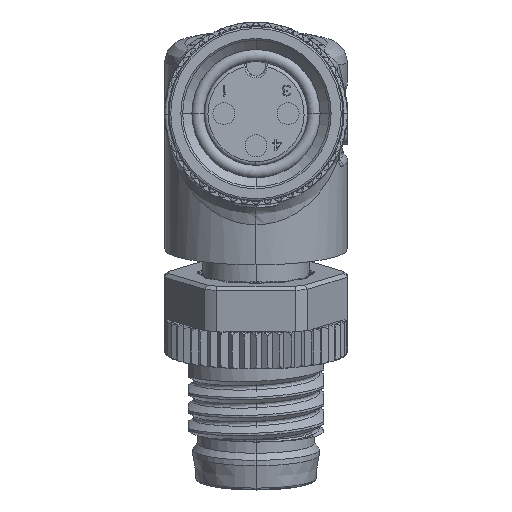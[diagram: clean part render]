
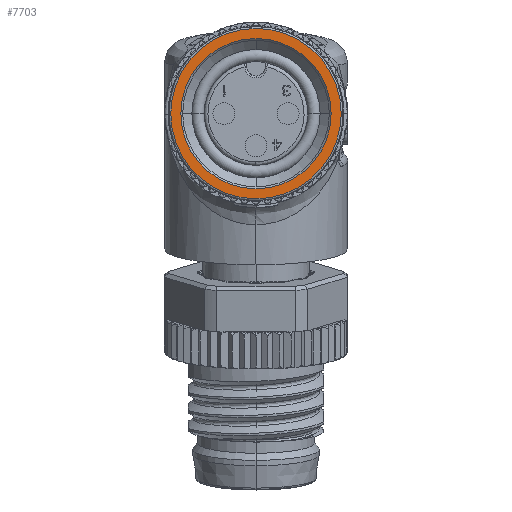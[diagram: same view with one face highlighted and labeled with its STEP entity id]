
A CAD part, front view. The second image highlights one B-rep face of the part: STEP entity #7703.
In plain terms, the highlighted planar face has unit normal (0, -1, 0).
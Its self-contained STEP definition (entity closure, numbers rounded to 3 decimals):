
#7703=ADVANCED_FACE('',(#16362,#16363),#16364,.T.);
#7721=EDGE_CURVE('',#16391,#16388,#16392,.T.);
#7725=EDGE_CURVE('',#16388,#16397,#16398,.T.);
#7733=EDGE_CURVE('',#16410,#16411,#16412,.T.);
#7739=EDGE_CURVE('',#16420,#16421,#16422,.T.);
#9845=EDGE_CURVE('',#16421,#16410,#19186,.T.);
#9847=EDGE_CURVE('',#16411,#16420,#19188,.T.);
#9857=EDGE_CURVE('',#19199,#16391,#19200,.T.);
#9859=EDGE_CURVE('',#16397,#19199,#19202,.T.);
#16362=FACE_OUTER_BOUND('',#74627,.T.);
#16363=FACE_BOUND('',#74628,.T.);
#16364=PLANE('',#74629);
#16388=VERTEX_POINT('',#74657);
#16391=VERTEX_POINT('',#74662);
#16392=CIRCLE('',#74663,4.1);
#16397=VERTEX_POINT('',#74670);
#16398=CIRCLE('',#74671,4.1);
#16410=VERTEX_POINT('',#74687);
#16411=VERTEX_POINT('',#74688);
#16412=CIRCLE('',#74689,4.65);
#16420=VERTEX_POINT('',#74700);
#16421=VERTEX_POINT('',#74701);
#16422=CIRCLE('',#74702,4.65);
#19186=CIRCLE('',#81394,4.65);
#19188=CIRCLE('',#81397,4.65);
#19199=VERTEX_POINT('',#81415);
#19200=CIRCLE('',#81416,4.1);
#19202=CIRCLE('',#81419,4.1);
#74627=EDGE_LOOP('',(#102585,#102586,#102587,#102588));
#74628=EDGE_LOOP('',(#102589,#102590,#102591,#102592));
#74629=AXIS2_PLACEMENT_3D('',#102593,#102594,#102595);
#74657=CARTESIAN_POINT('',(4.1,-8.5,0.0));
#74662=CARTESIAN_POINT('',(0.,-8.5,4.1));
#74663=AXIS2_PLACEMENT_3D('',#102643,#102644,#102645);
#74670=CARTESIAN_POINT('',(0.,-8.5,-4.1));
#74671=AXIS2_PLACEMENT_3D('',#102649,#102650,#102651);
#74687=CARTESIAN_POINT('',(4.65,-8.5,0.0));
#74688=CARTESIAN_POINT('',(-4.65,-8.5,0.024));
#74689=AXIS2_PLACEMENT_3D('',#102661,#102662,#102663);
#74700=CARTESIAN_POINT('',(-4.65,-8.5,0.0));
#74701=CARTESIAN_POINT('',(4.65,-8.5,-0.024));
#74702=AXIS2_PLACEMENT_3D('',#102670,#102671,#102672);
#81394=AXIS2_PLACEMENT_3D('',#104193,#104194,#104195);
#81397=AXIS2_PLACEMENT_3D('',#104196,#104197,#104198);
#81415=CARTESIAN_POINT('',(-4.1,-8.5,0.0));
#81416=AXIS2_PLACEMENT_3D('',#104207,#104208,#104209);
#81419=AXIS2_PLACEMENT_3D('',#104210,#104211,#104212);
#102585=ORIENTED_EDGE('',*,*,#7733,.T.);
#102586=ORIENTED_EDGE('',*,*,#9847,.T.);
#102587=ORIENTED_EDGE('',*,*,#7739,.T.);
#102588=ORIENTED_EDGE('',*,*,#9845,.T.);
#102589=ORIENTED_EDGE('',*,*,#9857,.T.);
#102590=ORIENTED_EDGE('',*,*,#7721,.T.);
#102591=ORIENTED_EDGE('',*,*,#7725,.T.);
#102592=ORIENTED_EDGE('',*,*,#9859,.T.);
#102593=CARTESIAN_POINT('',(0.0,-8.5,0.0));
#102594=DIRECTION('',(0.0,-1.0,0.0));
#102595=DIRECTION('',(0.0,0.0,-1.0));
#102643=CARTESIAN_POINT('',(0.0,-8.5,0.0));
#102644=DIRECTION('',(0.0,1.0,0.0));
#102645=DIRECTION('',(-1.0,0.0,0.0));
#102649=CARTESIAN_POINT('',(0.0,-8.5,0.0));
#102650=DIRECTION('',(-0.0,1.0,0.0));
#102651=DIRECTION('',(1.0,0.0,0.0));
#102661=CARTESIAN_POINT('',(0.0,-8.5,0.0));
#102662=DIRECTION('',(0.0,-1.0,0.0));
#102663=DIRECTION('',(1.0,0.0,0.0));
#102670=CARTESIAN_POINT('',(0.0,-8.5,0.0));
#102671=DIRECTION('',(0.0,-1.0,0.0));
#102672=DIRECTION('',(-1.0,0.0,0.0));
#104193=CARTESIAN_POINT('',(0.0,-8.5,0.0));
#104194=DIRECTION('',(0.0,-1.0,0.0));
#104195=DIRECTION('',(-1.0,0.0,0.0));
#104196=CARTESIAN_POINT('',(0.0,-8.5,0.0));
#104197=DIRECTION('',(0.0,-1.0,0.0));
#104198=DIRECTION('',(1.0,0.0,0.0));
#104207=CARTESIAN_POINT('',(0.0,-8.5,0.0));
#104208=DIRECTION('',(0.0,1.0,0.0));
#104209=DIRECTION('',(-1.0,0.0,0.0));
#104210=CARTESIAN_POINT('',(0.0,-8.5,0.0));
#104211=DIRECTION('',(-0.0,1.0,0.0));
#104212=DIRECTION('',(1.0,0.0,0.0));
